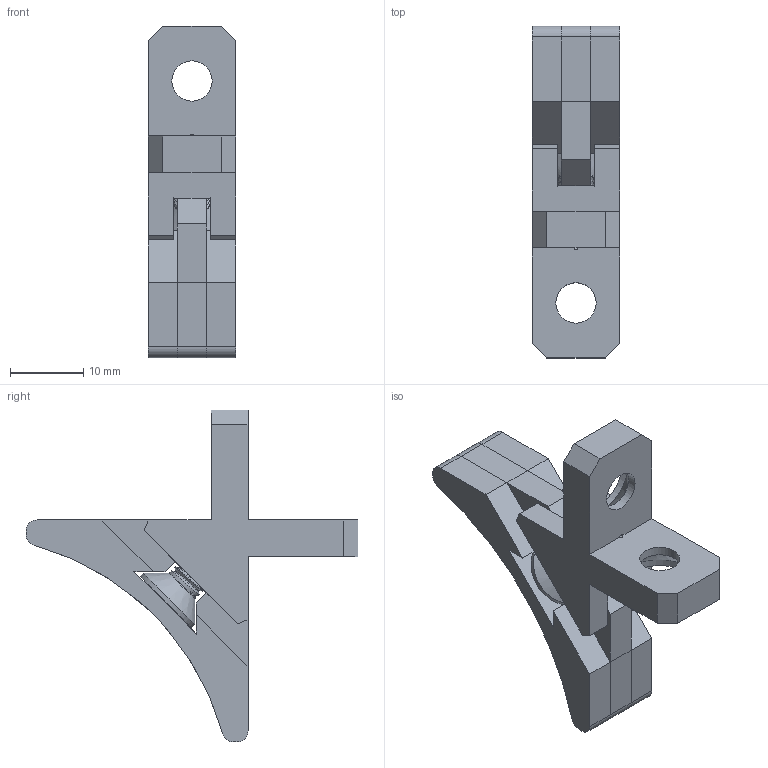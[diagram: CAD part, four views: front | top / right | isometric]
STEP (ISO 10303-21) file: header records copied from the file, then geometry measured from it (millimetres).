
FILE_DESCRIPTION(('FreeCAD Model'),'2;1');
FILE_NAME('Open CASCADE Shape Model','2024-12-02T15:33:56',(''),(''), 'Open CASCADE STEP processor 7.6','FreeCAD','Unknown');
FILE_SCHEMA(('AUTOMOTIVE_DESIGN { 1 0 10303 214 1 1 1 1 }'));
Length unit declared in the file: millimetre
Products named in the file (4): Part002; Тіло004; M5x12-Screw003; Тіло005
Assembly tree (3 placements, depth 2):
  Part002
    Тіло004
    M5x12-Screw003
    Тіло005
Bounding box: 12 x 45.28 x 45.28 mm (x, y, z)
Volume: 4949.9 mm3; surface area: 4319.2 mm2
Topology: 3 solids, 3 shells, 187 faces, 440 edges, 263 vertices
Faces by surface type: bspline 72, plane 65, cylinder 39, cone 10, revolution 1
Full cylindrical faces by diameter (mm): 4.224 x5, 5 x11, 5.5 x2, 10 x1, 11 x2
Entity records: 12449 total; most frequent: CARTESIAN_POINT 8659, ORIENTED_EDGE 880, DIRECTION 557, EDGE_CURVE 440, VERTEX_POINT 263, FACE_BOUND 199, EDGE_LOOP 199, LINE 192
